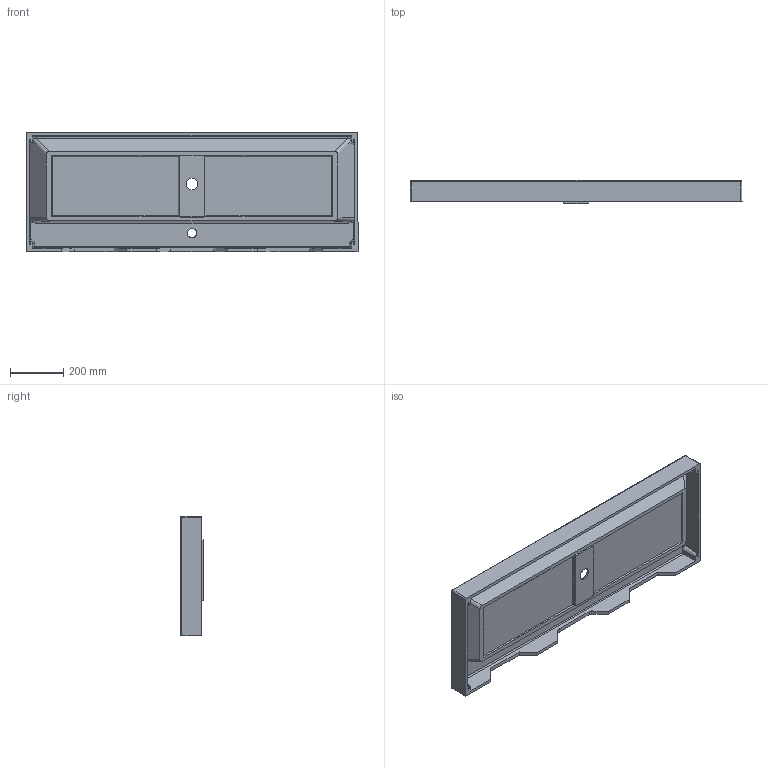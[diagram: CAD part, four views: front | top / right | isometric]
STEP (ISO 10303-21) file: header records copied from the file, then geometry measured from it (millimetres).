
FILE_DESCRIPTION (( 'STEP AP203' ), '1' );
FILE_NAME ('6229371311.step', '2020-12-18T12:36:35', ( 'admin' ), ( '' ), 'SwSTEP 2.0', 'SolidWorks 2019', '' );
FILE_SCHEMA (( 'CONFIG_CONTROL_DESIGN' ));
Length unit declared in the file: millimetre
Products named in the file (1): 6229371311
Bounding box: 1250 x 86.7 x 450 mm (x, y, z)
Volume: 11021572.3 mm3; surface area: 1748893.5 mm2
Topology: 1 solids, 1 shells, 133 faces, 344 edges, 216 vertices
Faces by surface type: plane 63, cylinder 42, bspline 14, cone 8, sphere 6
Entity records: 4637 total; most frequent: CARTESIAN_POINT 1546, ORIENTED_EDGE 684, DIRECTION 566, EDGE_CURVE 342, VERTEX_POINT 216, VECTOR 198, LINE 198, AXIS2_PLACEMENT_3D 184
